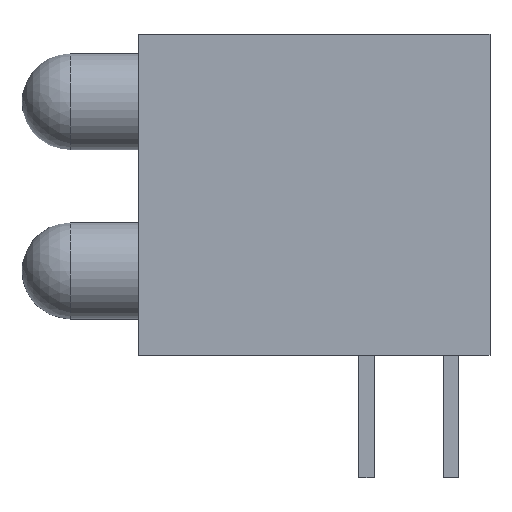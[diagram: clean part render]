
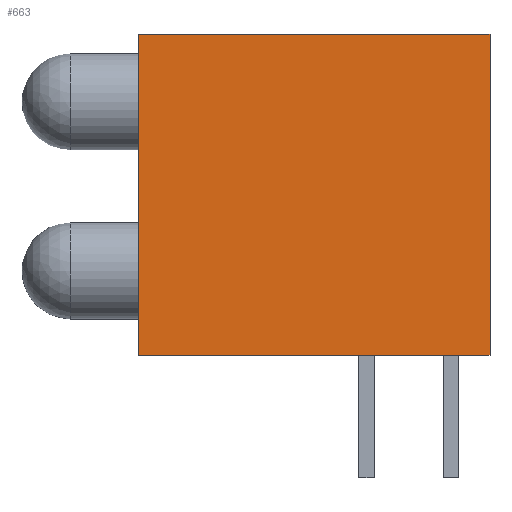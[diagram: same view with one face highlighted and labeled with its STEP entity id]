
A CAD part, front view. The second image highlights one B-rep face of the part: STEP entity #663.
In plain terms, the highlighted planar face has unit normal (0, -1, 0).
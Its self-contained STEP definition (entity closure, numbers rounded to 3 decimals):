
#86=FACE_OUTER_BOUND('',#133,.T.);
#133=EDGE_LOOP('',(#573,#574,#575,#576));
#194=LINE('',#1040,#269);
#197=LINE('',#1048,#272);
#208=LINE('',#1072,#283);
#209=LINE('',#1075,#284);
#269=VECTOR('',#855,9.65);
#272=VECTOR('',#862,9.65);
#283=VECTOR('',#887,10.55);
#284=VECTOR('',#892,10.55);
#331=VERTEX_POINT('',#1037);
#332=VERTEX_POINT('',#1039);
#334=VERTEX_POINT('',#1045);
#335=VERTEX_POINT('',#1047);
#404=EDGE_CURVE('',#331,#332,#194,.T.);
#408=EDGE_CURVE('',#335,#334,#197,.T.);
#420=EDGE_CURVE('',#332,#334,#208,.T.);
#421=EDGE_CURVE('',#331,#335,#209,.T.);
#573=ORIENTED_EDGE('',*,*,#421,.T.);
#574=ORIENTED_EDGE('',*,*,#408,.T.);
#575=ORIENTED_EDGE('',*,*,#420,.F.);
#576=ORIENTED_EDGE('',*,*,#404,.F.);
#620=PLANE('',#720);
#663=ADVANCED_FACE('',(#86),#620,.T.);
#720=AXIS2_PLACEMENT_3D('',#1074,#890,#891);
#855=DIRECTION('',(0.,0.,1.));
#862=DIRECTION('',(0.,0.,1.));
#887=DIRECTION('',(1.,0.,0.));
#890=DIRECTION('center_axis',(0.,-1.,0.));
#891=DIRECTION('ref_axis',(0.,0.,-1.));
#892=DIRECTION('',(1.,0.,0.));
#1037=CARTESIAN_POINT('',(-8.11,-2.16,0.));
#1039=CARTESIAN_POINT('',(-8.11,-2.16,9.65));
#1040=CARTESIAN_POINT('',(-8.11,-2.16,0.5));
#1045=CARTESIAN_POINT('',(2.44,-2.16,9.65));
#1047=CARTESIAN_POINT('',(2.44,-2.16,0.));
#1048=CARTESIAN_POINT('',(2.44,-2.16,0.5));
#1072=CARTESIAN_POINT('',(-8.11,-2.16,9.65));
#1074=CARTESIAN_POINT('Origin',(-8.11,-2.16,0.5));
#1075=CARTESIAN_POINT('',(-8.11,-2.16,0.));
